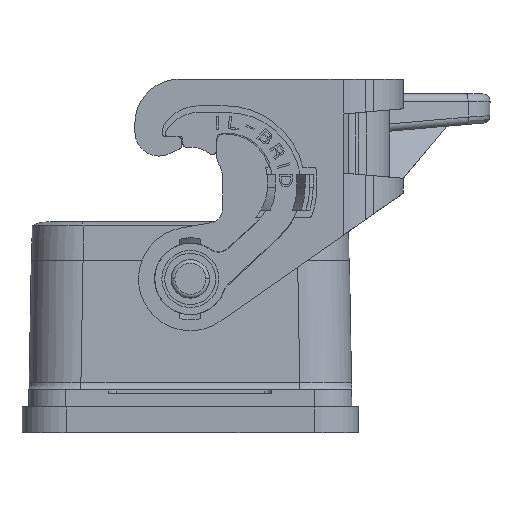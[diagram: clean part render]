
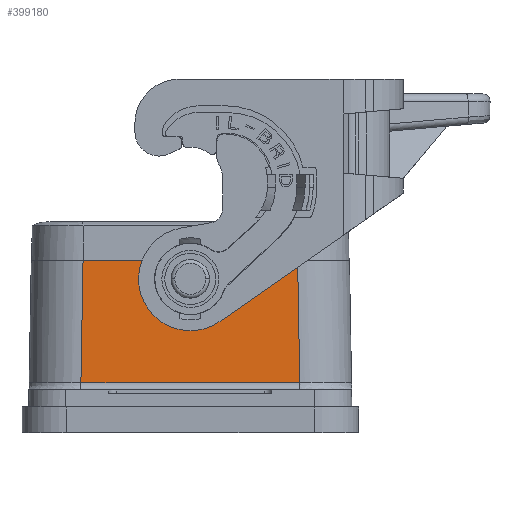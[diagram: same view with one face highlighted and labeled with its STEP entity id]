
A CAD part, left-side view. The second image highlights one B-rep face of the part: STEP entity #399180.
In plain terms, the highlighted face is planar.
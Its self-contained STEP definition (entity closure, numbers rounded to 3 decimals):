
#83220=CARTESIAN_POINT('',(-47.251,-103.356,-21.5));
#83230=VERTEX_POINT('',#83220);
#83260=CARTESIAN_POINT('',(-44.947,-103.4,
-19.));
#83270=DIRECTION('',(0.,-1.,-0.017));
#83280=DIRECTION('',(0.,-0.017,
1.));
#83290=AXIS2_PLACEMENT_3D('',#83260,#83270,#83280);
#83300=ELLIPSE('',#83290,3.401,3.4);
#83310=CARTESIAN_POINT('',(-48.347,-103.4,
-19.));
#83320=VERTEX_POINT('',#83310);
#83330=EDGE_CURVE('',#83320,#83230,#83300,.T.);
#83560=CARTESIAN_POINT('',(-41.547,-103.4,
-19.));
#83570=VERTEX_POINT('',#83560);
#83600=CARTESIAN_POINT('',(-42.642,-103.356,-21.5));
#83610=VERTEX_POINT('',#83600);
#83620=EDGE_CURVE('',#83610,#83570,#83300,.T.);
#393230=EDGE_CURVE('',#83570,#83320,#83300,.T.);
#398380=CARTESIAN_POINT('',(-30.446,-103.356,-21.5));
#398390=VERTEX_POINT('',#398380);
#398420=CARTESIAN_POINT('',(-30.073,-103.729,
-0.122));
#398430=DIRECTION('',(0.017,-0.017,
1.));
#398440=VECTOR('',#398430,1.);
#398450=LINE('',#398420,#398440);
#398460=CARTESIAN_POINT('',(-30.157,-103.645,
-4.983));
#398470=VERTEX_POINT('',#398460);
#398480=EDGE_CURVE('',#398390,#398470,#398450,.T.);
#398830=CARTESIAN_POINT('',(-19.121,-103.313,-24.));
#398840=DIRECTION('',(0.,-1.,-0.017));
#398850=DIRECTION('',(1.,0.,0.));
#398860=AXIS2_PLACEMENT_3D('',#398830,#398840,#398850);
#398870=PLANE('',#398860);
#398880=CARTESIAN_POINT('',(0.,-103.645,-4.983));
#398890=DIRECTION('',(1.,0.,0.));
#398900=VECTOR('',#398890,1.);
#398910=LINE('',#398880,#398900);
#398920=CARTESIAN_POINT('',(-59.736,-103.645,
-4.983));
#398930=VERTEX_POINT('',#398920);
#398940=EDGE_CURVE('',#398930,#398470,#398910,.T.);
#398950=ORIENTED_EDGE('',*,*,#398940,.F.);
#398960=ORIENTED_EDGE('',*,*,#398480,.T.);
#398970=CARTESIAN_POINT('',(0.,-103.356,-21.5));
#398980=DIRECTION('',(1.,0.,0.));
#398990=VECTOR('',#398980,1.);
#399000=LINE('',#398970,#398990);
#399010=EDGE_CURVE('',#83610,#398390,#399000,.T.);
#399020=ORIENTED_EDGE('',*,*,#399010,.T.);
#399030=ORIENTED_EDGE('',*,*,#83620,.F.);
#399040=ORIENTED_EDGE('',*,*,#393230,.F.);
#399050=ORIENTED_EDGE('',*,*,#83330,.F.);
#399060=CARTESIAN_POINT('',(-59.448,-103.356,-21.5));
#399070=VERTEX_POINT('',#399060);
#399080=EDGE_CURVE('',#399070,#83230,#399000,.T.);
#399090=ORIENTED_EDGE('',*,*,#399080,.T.);
#399100=CARTESIAN_POINT('',(-59.821,-103.729,
-0.122));
#399110=DIRECTION('',(0.017,0.017,
-1.));
#399120=VECTOR('',#399110,1.);
#399130=LINE('',#399100,#399120);
#399140=EDGE_CURVE('',#398930,#399070,#399130,.T.);
#399150=ORIENTED_EDGE('',*,*,#399140,.T.);
#399160=EDGE_LOOP('',(#399150,#399090,#399050,#399040,#399030,#399020,
#398960,#398950));
#399170=FACE_OUTER_BOUND('',#399160,.T.);
#399180=ADVANCED_FACE('',(#399170),#398870,.T.);
